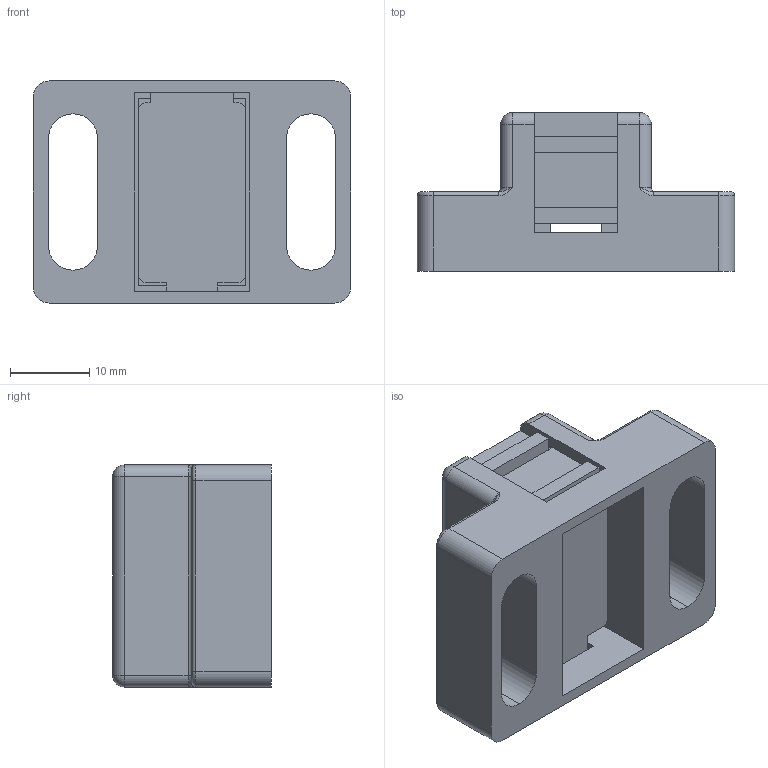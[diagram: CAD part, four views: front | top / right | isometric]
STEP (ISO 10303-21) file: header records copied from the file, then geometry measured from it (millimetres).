
FILE_DESCRIPTION (( 'STEP AP214' ), '1' );
FILE_NAME ('093040.STEP', '2014-08-18T06:31:41', ( '' ), ( '' ), 'SwSTEP 2.0', 'SolidWorks 2014', '' );
FILE_SCHEMA (( 'AUTOMOTIVE_DESIGN' ));
Length unit declared in the file: millimetre
Products named in the file (4): 093040r; 340me022; 093041; 093040
Assembly tree (4 placements, depth 2):
  093040
    093040r
    093041
    340me022  x2
Bounding box: 40 x 20 x 28 mm (x, y, z)
Volume: 11187.4 mm3; surface area: 8726.7 mm2
Topology: 4 solids, 4 shells, 113 faces, 300 edges, 184 vertices
Faces by surface type: plane 61, cylinder 36, torus 8, sphere 4, bspline 4
Entity records: 3302 total; most frequent: CARTESIAN_POINT 690, DIRECTION 504, ORIENTED_EDGE 488, EDGE_CURVE 244, AXIS2_PLACEMENT_3D 170, LINE 164, VECTOR 164, VERTEX_POINT 152
